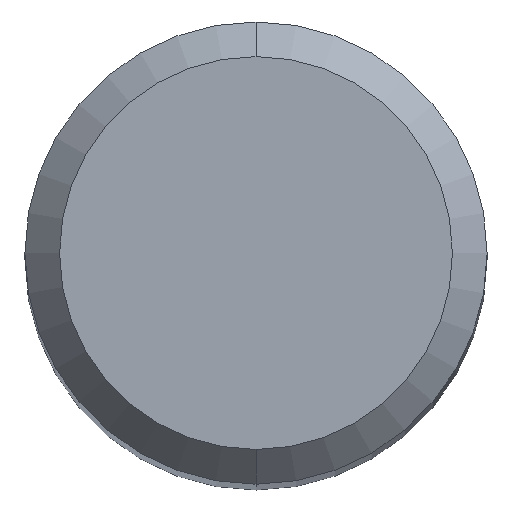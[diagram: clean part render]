
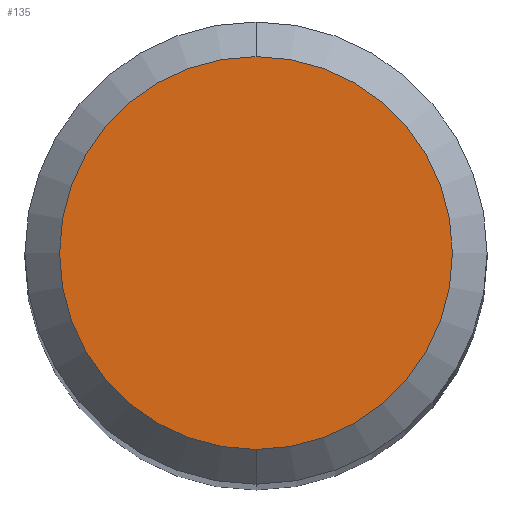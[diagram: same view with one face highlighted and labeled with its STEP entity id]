
A CAD part, top view. The second image highlights one B-rep face of the part: STEP entity #135.
In plain terms, the highlighted planar face has unit normal (0, 0, 1).
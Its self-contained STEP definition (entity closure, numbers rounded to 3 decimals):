
#135=ADVANCED_FACE('',(#358),#359,.T.);
#177=EDGE_CURVE('',#295,#255,#406,.T.);
#255=VERTEX_POINT('',#495);
#295=VERTEX_POINT('',#540);
#333=EDGE_CURVE('',#255,#295,#583,.T.);
#358=FACE_OUTER_BOUND('',#600,.T.);
#359=PLANE('',#601);
#406=CIRCLE('',#662,1.7);
#495=CARTESIAN_POINT('',(0.,-1.7,0.0));
#540=CARTESIAN_POINT('',(0.0,1.7,0.0));
#583=CIRCLE('',#892,1.7);
#600=EDGE_LOOP('',(#900,#901));
#601=AXIS2_PLACEMENT_3D('',#902,#903,#904);
#662=AXIS2_PLACEMENT_3D('',#964,#965,#966);
#892=AXIS2_PLACEMENT_3D('',#1191,#1192,#1193);
#900=ORIENTED_EDGE('',*,*,#177,.F.);
#901=ORIENTED_EDGE('',*,*,#333,.F.);
#902=CARTESIAN_POINT('',(0.0,0.85,0.0));
#903=DIRECTION('',(-0.0,0.0,1.0));
#904=DIRECTION('',(0.0,-1.0,0.0));
#964=CARTESIAN_POINT('',(0.0,0.0,0.0));
#965=DIRECTION('',(0.0,0.0,-1.0));
#966=DIRECTION('',(0.0,1.0,0.0));
#1191=CARTESIAN_POINT('',(0.0,0.0,0.0));
#1192=DIRECTION('',(0.0,0.0,-1.0));
#1193=DIRECTION('',(0.0,1.0,0.0));
